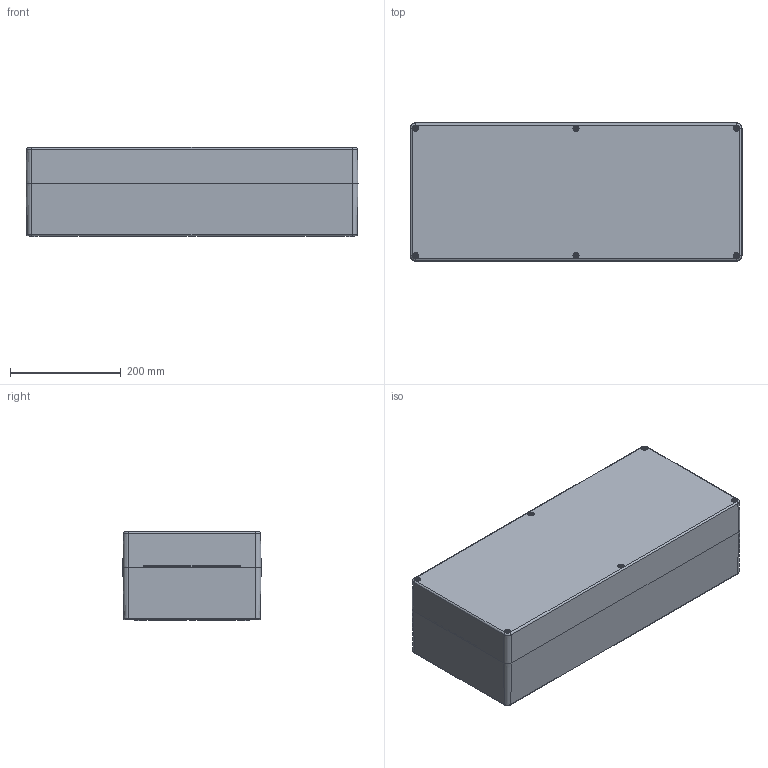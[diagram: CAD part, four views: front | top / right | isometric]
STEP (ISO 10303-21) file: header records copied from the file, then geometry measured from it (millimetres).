
FILE_DESCRIPTION((''),'2;1');
FILE_NAME('0201102200-MBP_602516_VE.stp','2015-01-19T10:19:18',('robin.rentz'),(''),'Autodesk Inventor 2012','Autodesk Inventor 2012','');
FILE_SCHEMA(('AUTOMOTIVE_DESIGN { 1 2 10303 214 0 1 1 1 }'));
Length unit declared in the file: millimetre
Products named in the file (5): 0201102200-MBP_602516_VE; 0201102200-UT_602516_VE; 0201102200-OT_602516_VE; xxx-O-Ring-MBP_602516; Schraube BM 6x35/10
Assembly tree (9 placements, depth 2):
  0201102200-MBP_602516_VE
    0201102200-UT_602516_VE
    0201102200-OT_602516_VE
    xxx-O-Ring-MBP_602516
    Schraube BM 6x35/10  x6
Bounding box: 600 x 250 x 161 mm (x, y, z)
Volume: 3677279.2 mm3; surface area: 1178292.4 mm2
Topology: 9 solids, 9 shells, 1373 faces, 3465 edges, 2188 vertices
Faces by surface type: plane 504, bspline 262, cylinder 228, cone 204, torus 169, sphere 6
Full cylindrical faces by diameter (mm): 4.917 x12, 5 x6, 6 x6, 7 x10, 7.5 x6, 10 x6, 11 x10
Entity records: 36546 total; most frequent: CARTESIAN_POINT 10118, ORIENTED_EDGE 5694, DIRECTION 4900, EDGE_CURVE 2847, VERTEX_POINT 1836, AXIS2_PLACEMENT_3D 1722, VECTOR 1456, LINE 1456
